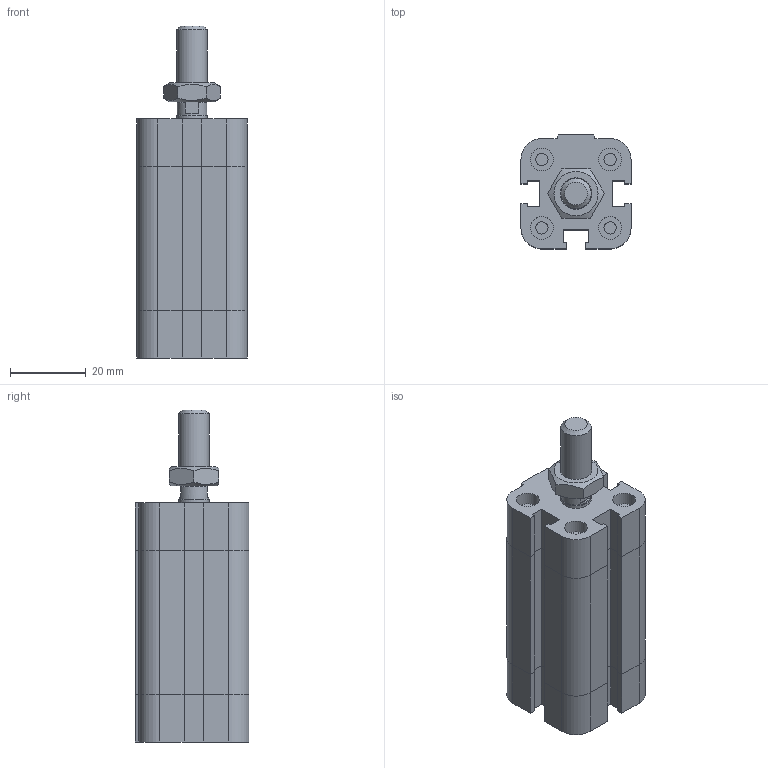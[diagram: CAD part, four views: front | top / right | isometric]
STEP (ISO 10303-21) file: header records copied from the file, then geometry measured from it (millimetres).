
FILE_DESCRIPTION((''),'2;1');
FILE_NAME('1581_16_0025_02_1.stp','2008-12-19T16:14:21',('rivolro1'),(''),'Autodesk Inventor 2009','Autodesk Inventor 2009','');
FILE_SCHEMA(('AUTOMOTIVE_DESIGN { 1 0 10303 214 1 1 1 1 }'));
Length unit declared in the file: millimetre
Products named in the file (4): 1581_16_0025_02_1; 1581_16_0025_01_1_C; 1561_16_0025_02_1_S; DBM8
Assembly tree (3 placements, depth 2):
  1581_16_0025_02_1
    1581_16_0025_01_1_C
    1561_16_0025_02_1_S
    DBM8
Bounding box: 29 x 30 x 87.5 mm (x, y, z)
Volume: 45742.9 mm3; surface area: 16164.7 mm2
Topology: 3 solids, 3 shells, 177 faces, 382 edges, 231 vertices
Faces by surface type: plane 121, bspline 25, cylinder 24, cone 7
Full cylindrical faces by diameter (mm): 3.242 x4, 6 x4, 6.5 x1, 7.8 x1, 8 x2
Entity records: 4845 total; most frequent: CARTESIAN_POINT 1047, DIRECTION 716, ORIENTED_EDGE 680, EDGE_CURVE 340, VECTOR 250, LINE 250, AXIS2_PLACEMENT_3D 233, EDGE_LOOP 230
